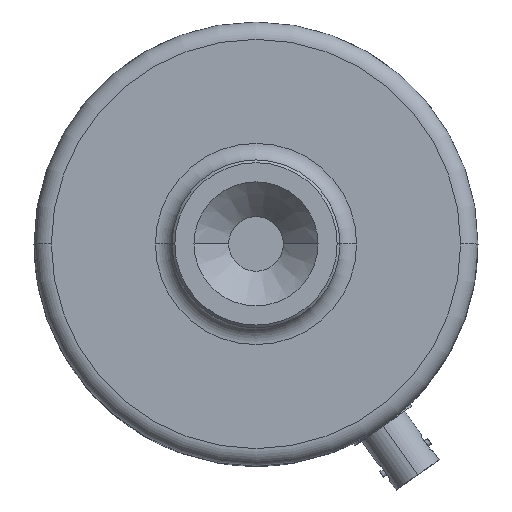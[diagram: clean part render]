
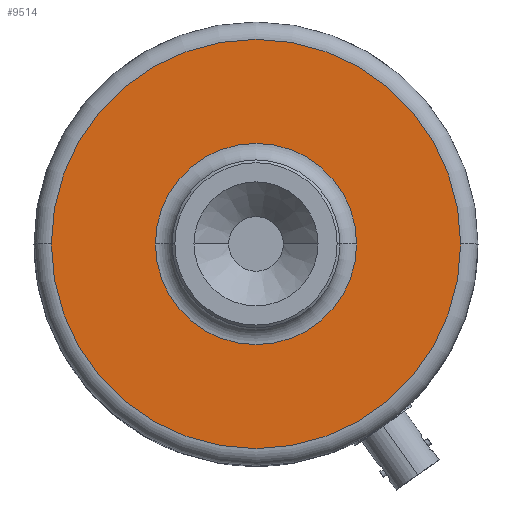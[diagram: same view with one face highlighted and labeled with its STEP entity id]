
A CAD part, top view. The second image highlights one B-rep face of the part: STEP entity #9514.
In plain terms, the highlighted planar face has unit normal (0, 0, 1).
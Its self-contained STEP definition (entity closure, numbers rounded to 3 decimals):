
#523 = DIRECTION ( 'NONE',  ( 0., 0., -1. ) ) ;
#619 = AXIS2_PLACEMENT_3D ( 'NONE', #16041, #523, #10963 ) ;
#775 = CARTESIAN_POINT ( 'NONE',  ( 30.677, 2.669, 13.103 ) ) ;
#893 = VERTEX_POINT ( 'NONE', #775 ) ;
#2925 = VERTEX_POINT ( 'NONE', #8426 ) ;
#2996 = VERTEX_POINT ( 'NONE', #16172 ) ;
#3221 = DIRECTION ( 'NONE',  ( 1., 0., 0. ) ) ;
#3719 = CIRCLE ( 'NONE', #4781, 37.465 ) ;
#4143 = DIRECTION ( 'NONE',  ( 1., 0., 0. ) ) ;
#4213 = FACE_BOUND ( 'NONE', #11994, .T. ) ;
#4273 = EDGE_CURVE ( 'NONE', #893, #13157, #14465, .T. ) ;
#4315 = CARTESIAN_POINT ( 'NONE',  ( 12.262, 2.669, 13.103 ) ) ;
#4781 = AXIS2_PLACEMENT_3D ( 'NONE', #4315, #13219, #4143 ) ;
#4787 = PLANE ( 'NONE',  #15873 ) ;
#4924 = ORIENTED_EDGE ( 'NONE', *, *, #5652, .T. ) ;
#5652 = EDGE_CURVE ( 'NONE', #13157, #893, #11712, .T. ) ;
#6009 = CARTESIAN_POINT ( 'NONE',  ( 12.262, 2.669, 13.103 ) ) ;
#6831 = CARTESIAN_POINT ( 'NONE',  ( 12.262, 2.669, 13.103 ) ) ;
#7320 = CARTESIAN_POINT ( 'NONE',  ( -6.153, 2.669, 13.103 ) ) ;
#7522 = FACE_OUTER_BOUND ( 'NONE', #12915, .T. ) ;
#8256 = DIRECTION ( 'NONE',  ( 0., 0., -1. ) ) ;
#8401 = DIRECTION ( 'NONE',  ( 0., 0., 1. ) ) ;
#8426 = CARTESIAN_POINT ( 'NONE',  ( 49.727, 2.669, 13.103 ) ) ;
#8639 = DIRECTION ( 'NONE',  ( 1., 0., 0. ) ) ;
#9474 = ORIENTED_EDGE ( 'NONE', *, *, #13057, .T. ) ;
#9514 = ADVANCED_FACE ( 'NONE', ( #4213, #7522 ), #4787, .T. ) ;
#10963 = DIRECTION ( 'NONE',  ( 1., 0., 0. ) ) ;
#11441 = AXIS2_PLACEMENT_3D ( 'NONE', #6831, #8256, #16065 ) ;
#11712 = CIRCLE ( 'NONE', #11441, 18.415 ) ;
#11994 = EDGE_LOOP ( 'NONE', ( #13787, #4924 ) ) ;
#12609 = DIRECTION ( 'NONE',  ( 0., 0., 1. ) ) ;
#12915 = EDGE_LOOP ( 'NONE', ( #16904, #9474 ) ) ;
#12916 = EDGE_CURVE ( 'NONE', #2925, #2996, #3719, .T. ) ;
#12981 = AXIS2_PLACEMENT_3D ( 'NONE', #15052, #8401, #3221 ) ;
#13057 = EDGE_CURVE ( 'NONE', #2996, #2925, #16197, .T. ) ;
#13157 = VERTEX_POINT ( 'NONE', #7320 ) ;
#13219 = DIRECTION ( 'NONE',  ( 0., 0., 1. ) ) ;
#13787 = ORIENTED_EDGE ( 'NONE', *, *, #4273, .T. ) ;
#14465 = CIRCLE ( 'NONE', #619, 18.415 ) ;
#15052 = CARTESIAN_POINT ( 'NONE',  ( 12.262, 2.669, 13.103 ) ) ;
#15873 = AXIS2_PLACEMENT_3D ( 'NONE', #6009, #12609, #8639 ) ;
#16041 = CARTESIAN_POINT ( 'NONE',  ( 12.262, 2.669, 13.103 ) ) ;
#16065 = DIRECTION ( 'NONE',  ( 1., 0., 0. ) ) ;
#16172 = CARTESIAN_POINT ( 'NONE',  ( -25.203, 2.669, 13.103 ) ) ;
#16197 = CIRCLE ( 'NONE', #12981, 37.465 ) ;
#16904 = ORIENTED_EDGE ( 'NONE', *, *, #12916, .T. ) ;
